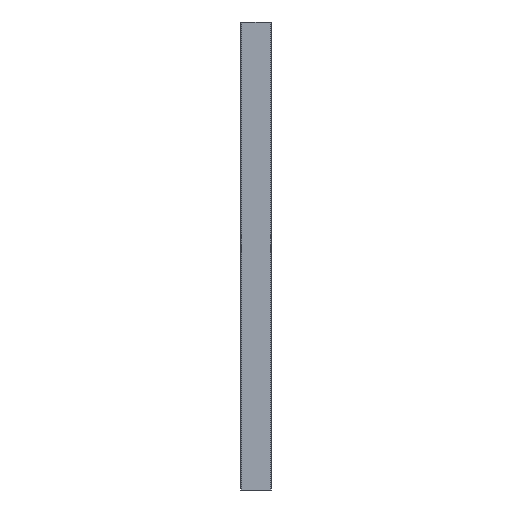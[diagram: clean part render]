
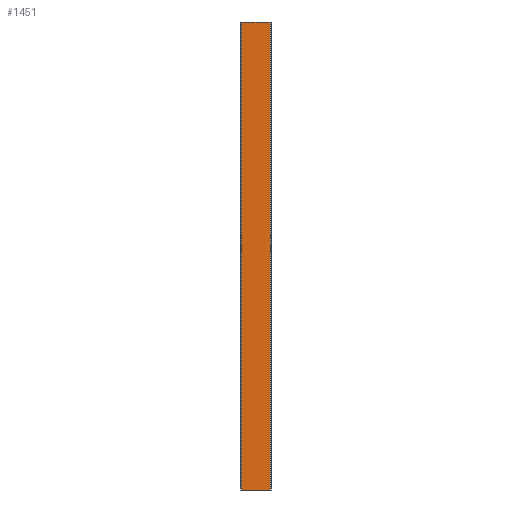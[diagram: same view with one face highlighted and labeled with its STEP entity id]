
A CAD part, front view. The second image highlights one B-rep face of the part: STEP entity #1451.
In plain terms, the highlighted planar face has unit normal (0, -1, 0).
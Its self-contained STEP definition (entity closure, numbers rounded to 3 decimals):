
#6 = EDGE_LOOP ( 'NONE', ( #1608, #370, #992, #1065 ) ) ;
#39 = LINE ( 'NONE', #1476, #812 ) ;
#114 = FACE_OUTER_BOUND ( 'NONE', #6, .T. ) ;
#156 = EDGE_CURVE ( 'NONE', #528, #685, #1193, .T. ) ;
#168 = DIRECTION ( 'NONE',  ( 1., 0., 0. ) ) ;
#180 = LINE ( 'NONE', #1633, #1838 ) ;
#222 = DIRECTION ( 'NONE',  ( 0., 0., -1. ) ) ;
#279 = VECTOR ( 'NONE', #1613, 1000. ) ;
#370 = ORIENTED_EDGE ( 'NONE', *, *, #156, .F. ) ;
#439 = CARTESIAN_POINT ( 'NONE',  ( -391.551, 232., 0. ) ) ;
#528 = VERTEX_POINT ( 'NONE', #1600 ) ;
#606 = VERTEX_POINT ( 'NONE', #746 ) ;
#614 = CARTESIAN_POINT ( 'NONE',  ( -452.051, 232., -100. ) ) ;
#667 = EDGE_CURVE ( 'NONE', #606, #1489, #180, .T. ) ;
#685 = VERTEX_POINT ( 'NONE', #614 ) ;
#695 = LINE ( 'NONE', #1349, #279 ) ;
#732 = VECTOR ( 'NONE', #1192, 1000. ) ;
#746 = CARTESIAN_POINT ( 'NONE',  ( -452.051, 232., 1900. ) ) ;
#812 = VECTOR ( 'NONE', #222, 1000. ) ;
#992 = ORIENTED_EDGE ( 'NONE', *, *, #1018, .T. ) ;
#1018 = EDGE_CURVE ( 'NONE', #528, #1489, #695, .T. ) ;
#1065 = ORIENTED_EDGE ( 'NONE', *, *, #667, .F. ) ;
#1089 = EDGE_CURVE ( 'NONE', #606, #685, #39, .T. ) ;
#1192 = DIRECTION ( 'NONE',  ( -1., 0., 0. ) ) ;
#1193 = LINE ( 'NONE', #1858, #732 ) ;
#1235 = AXIS2_PLACEMENT_3D ( 'NONE', #439, #1977, #1878 ) ;
#1349 = CARTESIAN_POINT ( 'NONE',  ( -331.051, 232., 0. ) ) ;
#1451 = ADVANCED_FACE ( 'NONE', ( #114 ), #1653, .T. ) ;
#1476 = CARTESIAN_POINT ( 'NONE',  ( -452.051, 232., 0. ) ) ;
#1489 = VERTEX_POINT ( 'NONE', #1561 ) ;
#1561 = CARTESIAN_POINT ( 'NONE',  ( -331.051, 232., 1900. ) ) ;
#1600 = CARTESIAN_POINT ( 'NONE',  ( -331.051, 232., -100. ) ) ;
#1608 = ORIENTED_EDGE ( 'NONE', *, *, #1089, .T. ) ;
#1613 = DIRECTION ( 'NONE',  ( 0., 0., 1. ) ) ;
#1633 = CARTESIAN_POINT ( 'NONE',  ( -452.051, 232., 1900. ) ) ;
#1653 = PLANE ( 'NONE',  #1235 ) ;
#1838 = VECTOR ( 'NONE', #168, 1000. ) ;
#1858 = CARTESIAN_POINT ( 'NONE',  ( -331.051, 232., -100. ) ) ;
#1878 = DIRECTION ( 'NONE',  ( 0., 0., -1. ) ) ;
#1977 = DIRECTION ( 'NONE',  ( 0., -1., 0. ) ) ;
